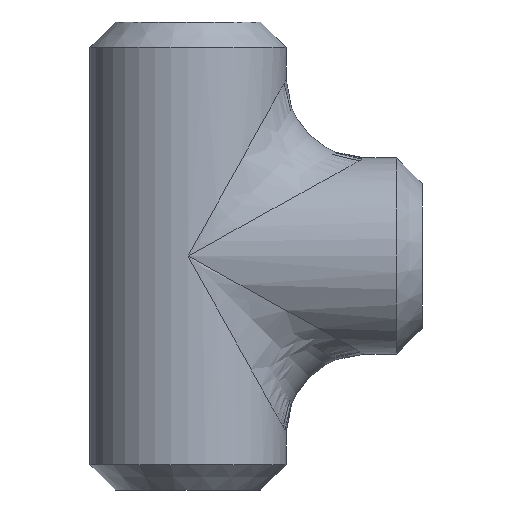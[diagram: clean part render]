
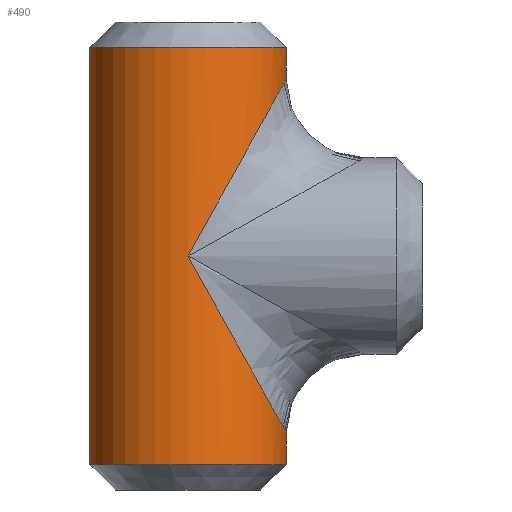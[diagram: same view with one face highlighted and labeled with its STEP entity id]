
A CAD part, front view. The second image highlights one B-rep face of the part: STEP entity #490.
In plain terms, the highlighted cylindrical face has radius 10.65 mm (diameter 21.3 mm), a partial arc.
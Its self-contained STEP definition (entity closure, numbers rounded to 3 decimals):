
#6 = CIRCLE ( 'NONE', #919, 10.65 ) ;
#10 = EDGE_LOOP ( 'NONE', ( #1098, #611, #926, #1187, #1079, #684, #253 ) ) ;
#65 =( BOUNDED_CURVE ( )  B_SPLINE_CURVE ( 3, ( #170, #1129, #913, #538 ),
 .UNSPECIFIED., .F., .F. ) 
 B_SPLINE_CURVE_WITH_KNOTS ( ( 4, 4 ),
 ( 1.571, 3.142 ),
 .UNSPECIFIED. ) 
 CURVE ( )  GEOMETRIC_REPRESENTATION_ITEM ( )  RATIONAL_B_SPLINE_CURVE ( ( 1., 0.805, 0.805, 1. ) ) 
 REPRESENTATION_ITEM ( '' )  );
#78 = CARTESIAN_POINT ( 'NONE',  ( -10.65, 0., -22.64 ) ) ;
#86 = CARTESIAN_POINT ( 'NONE',  ( 10.65, 0., -22.64 ) ) ;
#154 = DIRECTION ( 'NONE',  ( 0., 0., -1. ) ) ;
#161 = DIRECTION ( 'NONE',  ( 0., 0., -1. ) ) ;
#170 = CARTESIAN_POINT ( 'NONE',  ( 0., -10.65, 0. ) ) ;
#175 = DIRECTION ( 'NONE',  ( 0., 0., 1. ) ) ;
#179 = AXIS2_PLACEMENT_3D ( 'NONE', #1217, #161, #546 ) ;
#185 = CARTESIAN_POINT ( 'NONE',  ( 10.65, 0., 22.64 ) ) ;
#253 = ORIENTED_EDGE ( 'NONE', *, *, #282, .T. ) ;
#269 = VECTOR ( 'NONE', #154, 1000. ) ;
#273 = LINE ( 'NONE', #1220, #475 ) ;
#276 = CARTESIAN_POINT ( 'NONE',  ( 0., -10.65, 0. ) ) ;
#279 = EDGE_CURVE ( 'NONE', #514, #706, #1094, .T. ) ;
#282 = EDGE_CURVE ( 'NONE', #697, #435, #65, .T. ) ;
#287 = CARTESIAN_POINT ( 'NONE',  ( 0., 0., 22.64 ) ) ;
#326 = EDGE_CURVE ( 'NONE', #514, #697, #652, .T. ) ;
#352 = DIRECTION ( 'NONE',  ( 1., 0., 0. ) ) ;
#357 = CARTESIAN_POINT ( 'NONE',  ( 10.65, 0., 25.4 ) ) ;
#365 = CIRCLE ( 'NONE', #1062, 10.65 ) ;
#368 = DIRECTION ( 'NONE',  ( 0., 0., -1. ) ) ;
#372 = CARTESIAN_POINT ( 'NONE',  ( 10.65, 0., -19.17 ) ) ;
#394 = EDGE_CURVE ( 'NONE', #1033, #706, #365, .T. ) ;
#435 = VERTEX_POINT ( 'NONE', #823 ) ;
#457 = CARTESIAN_POINT ( 'NONE',  ( 10.65, -6.239, -19.17 ) ) ;
#475 = VECTOR ( 'NONE', #842, 1000. ) ;
#490 = ADVANCED_FACE ( 'NONE', ( #633 ), #1021, .T. ) ;
#491 = CARTESIAN_POINT ( 'NONE',  ( 0., -10.65, 0. ) ) ;
#514 = VERTEX_POINT ( 'NONE', #1028 ) ;
#538 = CARTESIAN_POINT ( 'NONE',  ( 10.65, 0., 19.17 ) ) ;
#544 = VERTEX_POINT ( 'NONE', #848 ) ;
#546 = DIRECTION ( 'NONE',  ( -1., 0., 0. ) ) ;
#565 = DIRECTION ( 'NONE',  ( 0., 0., -1. ) ) ;
#576 = VECTOR ( 'NONE', #565, 1000. ) ;
#611 = ORIENTED_EDGE ( 'NONE', *, *, #861, .T. ) ;
#633 = FACE_OUTER_BOUND ( 'NONE', #10, .T. ) ;
#644 = CARTESIAN_POINT ( 'NONE',  ( 0., 0., -22.64 ) ) ;
#652 =( BOUNDED_CURVE ( )  B_SPLINE_CURVE ( 3, ( #372, #457, #933, #276 ),
 .UNSPECIFIED., .F., .F. ) 
 B_SPLINE_CURVE_WITH_KNOTS ( ( 4, 4 ),
 ( 3.142, 4.712 ),
 .UNSPECIFIED. ) 
 CURVE ( )  GEOMETRIC_REPRESENTATION_ITEM ( )  RATIONAL_B_SPLINE_CURVE ( ( 1., 0.805, 0.805, 1. ) ) 
 REPRESENTATION_ITEM ( '' )  );
#684 = ORIENTED_EDGE ( 'NONE', *, *, #326, .T. ) ;
#697 = VERTEX_POINT ( 'NONE', #491 ) ;
#706 = VERTEX_POINT ( 'NONE', #86 ) ;
#740 = DIRECTION ( 'NONE',  ( 1., 0., 0. ) ) ;
#802 = EDGE_CURVE ( 'NONE', #544, #1033, #1124, .T. ) ;
#823 = CARTESIAN_POINT ( 'NONE',  ( 10.65, 0., 19.17 ) ) ;
#842 = DIRECTION ( 'NONE',  ( 0., 0., -1. ) ) ;
#848 = CARTESIAN_POINT ( 'NONE',  ( -10.65, 0., 22.64 ) ) ;
#861 = EDGE_CURVE ( 'NONE', #1012, #544, #6, .T. ) ;
#913 = CARTESIAN_POINT ( 'NONE',  ( 10.65, -6.239, 19.17 ) ) ;
#919 = AXIS2_PLACEMENT_3D ( 'NONE', #287, #368, #740 ) ;
#926 = ORIENTED_EDGE ( 'NONE', *, *, #802, .T. ) ;
#933 = CARTESIAN_POINT ( 'NONE',  ( 6.239, -10.65, -11.23 ) ) ;
#1012 = VERTEX_POINT ( 'NONE', #185 ) ;
#1021 = CYLINDRICAL_SURFACE ( 'NONE', #179, 10.65 ) ;
#1028 = CARTESIAN_POINT ( 'NONE',  ( 10.65, 0., -19.17 ) ) ;
#1033 = VERTEX_POINT ( 'NONE', #78 ) ;
#1047 = CARTESIAN_POINT ( 'NONE',  ( -10.65, 0., 25.4 ) ) ;
#1062 = AXIS2_PLACEMENT_3D ( 'NONE', #644, #175, #352 ) ;
#1066 = EDGE_CURVE ( 'NONE', #1012, #435, #273, .T. ) ;
#1079 = ORIENTED_EDGE ( 'NONE', *, *, #279, .F. ) ;
#1094 = LINE ( 'NONE', #357, #269 ) ;
#1098 = ORIENTED_EDGE ( 'NONE', *, *, #1066, .F. ) ;
#1124 = LINE ( 'NONE', #1047, #576 ) ;
#1129 = CARTESIAN_POINT ( 'NONE',  ( 6.239, -10.65, 11.23 ) ) ;
#1187 = ORIENTED_EDGE ( 'NONE', *, *, #394, .T. ) ;
#1217 = CARTESIAN_POINT ( 'NONE',  ( 0., 0., 25.4 ) ) ;
#1220 = CARTESIAN_POINT ( 'NONE',  ( 10.65, 0., 25.4 ) ) ;
